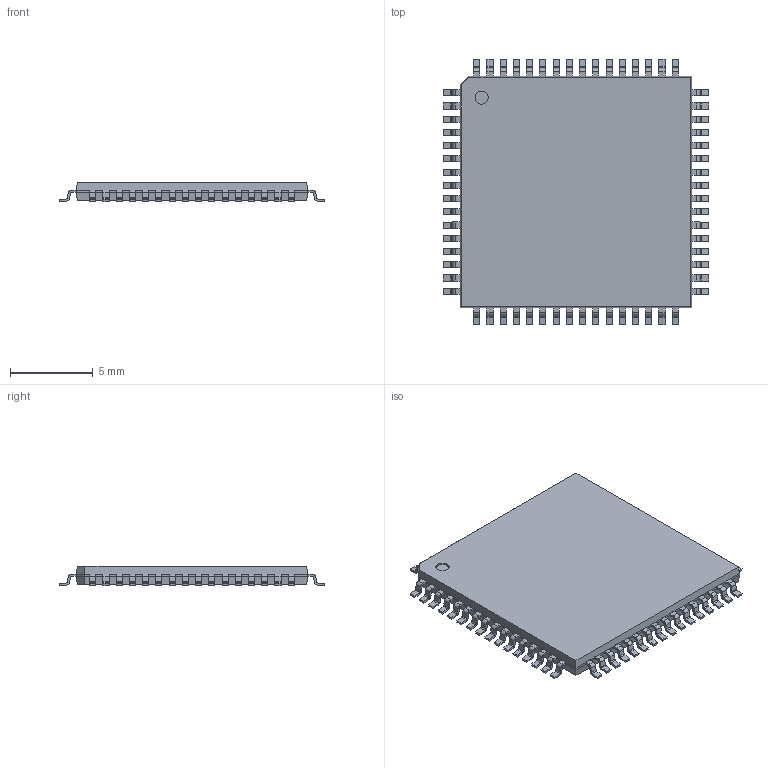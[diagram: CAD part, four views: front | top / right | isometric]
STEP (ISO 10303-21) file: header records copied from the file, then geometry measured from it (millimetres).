
FILE_DESCRIPTION((''),'2;1');
FILE_NAME('QFP80P1600X1600X120-64N.stp','2012-10-30T10:18:22',(''),(''),'Mechanical Desktop 2011','Mechanical Desktop 2011',', , ');
FILE_SCHEMA(('AUTOMOTIVE_DESIGN { 1 2 10303 214 1 1 1 1 }'));
Length unit declared in the file: millimetre
Products named in the file (1): Product
Bounding box: 16.03 x 16.03 x 1.2 mm (x, y, z)
Volume: 218.1 mm3; surface area: 542 mm2
Topology: 65 solids, 65 shells, 916 faces, 2345 edges, 1560 vertices
Faces by surface type: bspline 448, plane 338, cylinder 130
Entity records: 29297 total; most frequent: CARTESIAN_POINT 7958, ORIENTED_EDGE 4690, DIRECTION 3799, EDGE_CURVE 2345, VECTOR 1829, LINE 1829, VERTEX_POINT 1560, AXIS2_PLACEMENT_3D 985
